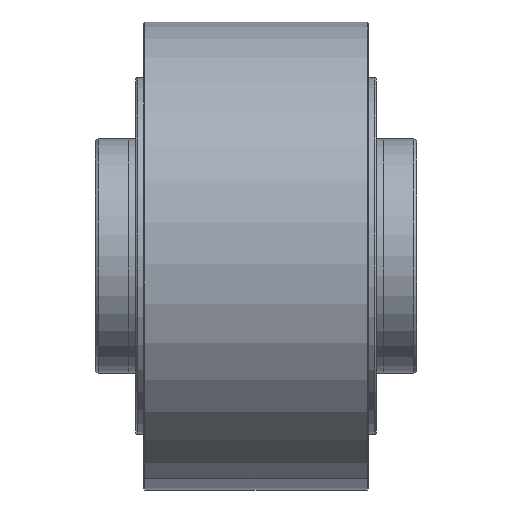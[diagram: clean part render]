
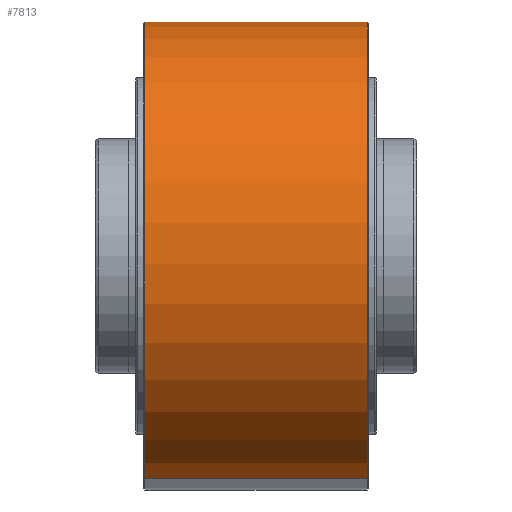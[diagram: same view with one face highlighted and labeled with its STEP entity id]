
A CAD part, top view. The second image highlights one B-rep face of the part: STEP entity #7813.
In plain terms, the highlighted cylindrical face has radius 105 mm (diameter 210 mm), a partial arc.
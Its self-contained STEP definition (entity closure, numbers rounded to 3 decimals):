
#6721=CARTESIAN_POINT('',(-50.,0.,0.));
#6722=DIRECTION('',(1.,0.,0.));
#6723=DIRECTION('',(0.,1.,0.));
#6724=AXIS2_PLACEMENT_3D('',#6721,#6722,#6723);
#6836=DIRECTION('',(-1.,0.,0.));
#6837=VECTOR('',#6836,100.);
#6838=CARTESIAN_POINT('',(50.,105.,0.));
#6839=LINE('',#6838,#6837);
#6840=DIRECTION('',(-1.,0.,0.));
#6841=VECTOR('',#6840,100.);
#6842=CARTESIAN_POINT('',(50.,-105.,0.));
#6843=LINE('',#6842,#6841);
#6849=CARTESIAN_POINT('',(50.,0.,0.));
#6850=DIRECTION('',(-1.,0.,0.));
#6851=DIRECTION('',(0.,-1.,0.));
#6852=AXIS2_PLACEMENT_3D('',#6849,#6850,#6851);
#7492=CARTESIAN_POINT('',(-50.,-105.,0.));
#7493=CARTESIAN_POINT('',(-50.,105.,0.));
#7494=VERTEX_POINT('',#7492);
#7495=VERTEX_POINT('',#7493);
#7540=CARTESIAN_POINT('',(50.,-105.,0.));
#7541=VERTEX_POINT('',#7540);
#7542=CARTESIAN_POINT('',(50.,105.,0.));
#7543=VERTEX_POINT('',#7542);
#7801=CARTESIAN_POINT('',(-50.,0.,0.));
#7802=DIRECTION('',(1.,0.,0.));
#7803=DIRECTION('',(0.,-1.,0.));
#7804=AXIS2_PLACEMENT_3D('',#7801,#7802,#7803);
#7805=CYLINDRICAL_SURFACE('',#7804,105.);
#7806=ORIENTED_EDGE('',*,*,#7715,.F.);
#7807=ORIENTED_EDGE('',*,*,#7796,.F.);
#7809=ORIENTED_EDGE('',*,*,#7808,.F.);
#7810=ORIENTED_EDGE('',*,*,#7792,.T.);
#7811=EDGE_LOOP('',(#7806,#7807,#7809,#7810));
#7812=FACE_OUTER_BOUND('',#7811,.F.);
#6725=CIRCLE('',#6724,105.);
#6853=CIRCLE('',#6852,105.);
#7715=EDGE_CURVE('',#7495,#7494,#6725,.T.);
#7792=EDGE_CURVE('',#7541,#7494,#6843,.T.);
#7796=EDGE_CURVE('',#7543,#7495,#6839,.T.);
#7808=EDGE_CURVE('',#7541,#7543,#6853,.T.);
#7813=ADVANCED_FACE('',(#7812),#7805,.T.);
